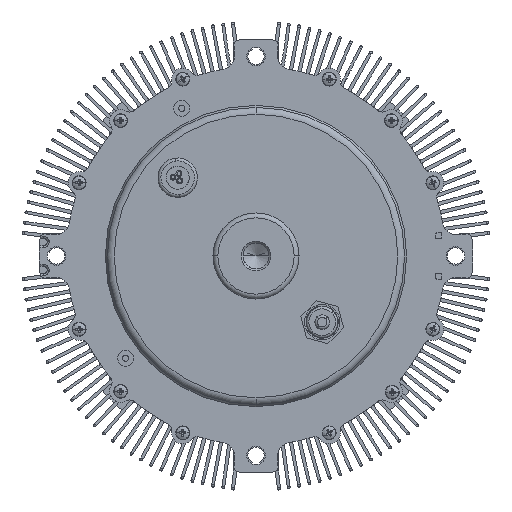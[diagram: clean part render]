
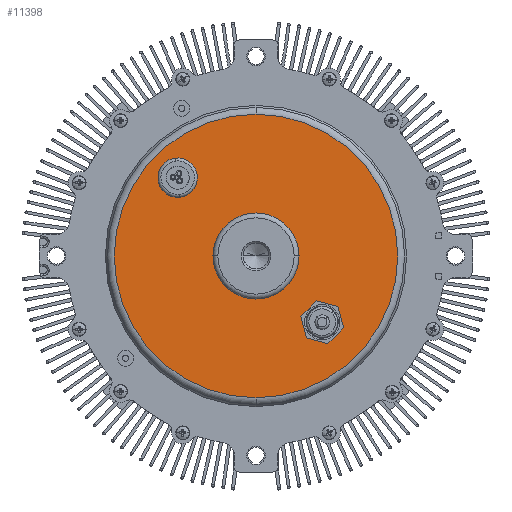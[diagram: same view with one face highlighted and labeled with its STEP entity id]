
A CAD part, front view. The second image highlights one B-rep face of the part: STEP entity #11398.
In plain terms, the highlighted face is planar.
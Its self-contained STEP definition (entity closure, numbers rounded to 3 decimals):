
#7595 = VERTEX_POINT ( 'NONE', #43910 ) ;
#8200 = VERTEX_POINT ( 'NONE', #44045 ) ;
#8278 = VERTEX_POINT ( 'NONE', #44123 ) ;
#8491 = VERTEX_POINT ( 'NONE', #44507 ) ;
#8495 = VERTEX_POINT ( 'NONE', #44515 ) ;
#8496 = VERTEX_POINT ( 'NONE', #44516 ) ;
#8506 = VERTEX_POINT ( 'NONE', #44536 ) ;
#8509 = VERTEX_POINT ( 'NONE', #44543 ) ;
#8542 = VERTEX_POINT ( 'NONE', #44608 ) ;
#8547 = VERTEX_POINT ( 'NONE', #44619 ) ;
#10055 = EDGE_LOOP ( 'NONE', ( #18873, #18877, #18876, #18879 ) ) ;
#10097 = EDGE_LOOP ( 'NONE', ( #18870, #18875 ) ) ;
#10112 = EDGE_LOOP ( 'NONE', ( #18872, #18874 ) ) ;
#10150 = EDGE_LOOP ( 'NONE', ( #18880, #18881 ) ) ;
#10987 = EDGE_CURVE ( 'NONE', #8496, #8491, #47816, .T. ) ;
#10991 = EDGE_CURVE ( 'NONE', #8547, #8495, #47818, .T. ) ;
#10995 = EDGE_CURVE ( 'NONE', #8542, #8506, #47820, .T. ) ;
#10998 = EDGE_CURVE ( 'NONE', #8506, #8509, #47822, .T. ) ;
#11398 = ADVANCED_FACE ( 'NONE', ( #79365, #79368, #79370, #79372 ), #50533, .T. ) ;
#12256 = EDGE_CURVE ( 'NONE', #7595, #8278, #48095, .T. ) ;
#18870 = ORIENTED_EDGE ( 'NONE', *, *, #19867, .F. ) ;
#18872 = ORIENTED_EDGE ( 'NONE', *, *, #19866, .F. ) ;
#18873 = ORIENTED_EDGE ( 'NONE', *, *, #19869, .F. ) ;
#18874 = ORIENTED_EDGE ( 'NONE', *, *, #10987, .F. ) ;
#18875 = ORIENTED_EDGE ( 'NONE', *, *, #10991, .F. ) ;
#18876 = ORIENTED_EDGE ( 'NONE', *, *, #10998, .F. ) ;
#18877 = ORIENTED_EDGE ( 'NONE', *, *, #19868, .F. ) ;
#18879 = ORIENTED_EDGE ( 'NONE', *, *, #10995, .F. ) ;
#18880 = ORIENTED_EDGE ( 'NONE', *, *, #12256, .T. ) ;
#18881 = ORIENTED_EDGE ( 'NONE', *, *, #19870, .T. ) ;
#19866 = EDGE_CURVE ( 'NONE', #8491, #8496, #48402, .T. ) ;
#19867 = EDGE_CURVE ( 'NONE', #8495, #8547, #48403, .T. ) ;
#19868 = EDGE_CURVE ( 'NONE', #8509, #8200, #55348, .T. ) ;
#19869 = EDGE_CURVE ( 'NONE', #8200, #8542, #48404, .T. ) ;
#19870 = EDGE_CURVE ( 'NONE', #8278, #7595, #48405, .T. ) ;
#30860 = AXIS2_PLACEMENT_3D ( 'NONE', #47362, #47363, #47364 ) ;
#30870 = AXIS2_PLACEMENT_3D ( 'NONE', #47315, #47316, #47318 ) ;
#30874 = AXIS2_PLACEMENT_3D ( 'NONE', #47335, #47337, #47338 ) ;
#30879 = AXIS2_PLACEMENT_3D ( 'NONE', #47353, #47354, #47355 ) ;
#43910 = CARTESIAN_POINT ( 'NONE',  ( 0., -57.575, -5. ) ) ;
#44045 = CARTESIAN_POINT ( 'NONE',  ( -7.163, 14.475, -5. ) ) ;
#44123 = CARTESIAN_POINT ( 'NONE',  ( 0., 57.575, -5. ) ) ;
#44507 = CARTESIAN_POINT ( 'NONE',  ( 22.97, 26.87, -5. ) ) ;
#44515 = CARTESIAN_POINT ( 'NONE',  ( -37.07, -31.82, -5. ) ) ;
#44516 = CARTESIAN_POINT ( 'NONE',  ( 30.77, 26.87, -5. ) ) ;
#44536 = CARTESIAN_POINT ( 'NONE',  ( -16.15, 0., -5. ) ) ;
#44543 = CARTESIAN_POINT ( 'NONE',  ( -14.475, 7.163, -5. ) ) ;
#44608 = CARTESIAN_POINT ( 'NONE',  ( 16.15, 0., -5. ) ) ;
#44619 = CARTESIAN_POINT ( 'NONE',  ( -26.57, -31.82, -5. ) ) ;
#45996 = AXIS2_PLACEMENT_3D ( 'NONE', #53433, #53434, #53435 ) ;
#47315 = CARTESIAN_POINT ( 'NONE',  ( 26.87, 26.87, -5. ) ) ;
#47316 = DIRECTION ( 'NONE',  ( 0., 0., -1. ) ) ;
#47318 = DIRECTION ( 'NONE',  ( -1., 0., 0. ) ) ;
#47335 = CARTESIAN_POINT ( 'NONE',  ( -31.82, -31.82, -5. ) ) ;
#47337 = DIRECTION ( 'NONE',  ( 0., 0., -1. ) ) ;
#47338 = DIRECTION ( 'NONE',  ( -1., 0., 0. ) ) ;
#47353 = CARTESIAN_POINT ( 'NONE',  ( 0., 0., -5. ) ) ;
#47354 = DIRECTION ( 'NONE',  ( 0., 0., -1. ) ) ;
#47355 = DIRECTION ( 'NONE',  ( -1., 0., 0. ) ) ;
#47362 = CARTESIAN_POINT ( 'NONE',  ( 0., 0., -5. ) ) ;
#47363 = DIRECTION ( 'NONE',  ( 0., 0., -1. ) ) ;
#47364 = DIRECTION ( 'NONE',  ( -1., 0., 0. ) ) ;
#47816 = CIRCLE ( 'NONE', #30870, 3.9 ) ;
#47818 = CIRCLE ( 'NONE', #30874, 5.25 ) ;
#47820 = CIRCLE ( 'NONE', #30879, 16.15 ) ;
#47822 = CIRCLE ( 'NONE', #30860, 16.15 ) ;
#48095 = CIRCLE ( 'NONE', #45996, 57.575 ) ;
#48402 = CIRCLE ( 'NONE', #60905, 3.9 ) ;
#48403 = CIRCLE ( 'NONE', #60910, 5.25 ) ;
#48404 = CIRCLE ( 'NONE', #60913, 16.15 ) ;
#48405 = CIRCLE ( 'NONE', #60919, 57.575 ) ;
#50533 = PLANE ( 'NONE',  #79367 ) ;
#50534 = CARTESIAN_POINT ( 'NONE',  ( 0., 0., -5. ) ) ;
#50535 = DIRECTION ( 'NONE',  ( 0., 0., -1. ) ) ;
#50536 = DIRECTION ( 'NONE',  ( 0., -1., 0. ) ) ;
#53433 = CARTESIAN_POINT ( 'NONE',  ( 0., 0., -5. ) ) ;
#53434 = DIRECTION ( 'NONE',  ( 0., 0., -1. ) ) ;
#53435 = DIRECTION ( 'NONE',  ( -1., 0., 0. ) ) ;
#55341 = CARTESIAN_POINT ( 'NONE',  ( 26.87, 26.87, -5. ) ) ;
#55342 = DIRECTION ( 'NONE',  ( 0., 0., -1. ) ) ;
#55343 = DIRECTION ( 'NONE',  ( -1., 0., 0. ) ) ;
#55344 = CARTESIAN_POINT ( 'NONE',  ( -31.82, -31.82, -5. ) ) ;
#55345 = DIRECTION ( 'NONE',  ( 0., 0., -1. ) ) ;
#55346 = DIRECTION ( 'NONE',  ( -1., 0., 0. ) ) ;
#55347 = CARTESIAN_POINT ( 'NONE',  ( 0., 0., -5. ) ) ;
#55348 = LINE ( 'NONE', #55349, #60918 ) ;
#55349 = CARTESIAN_POINT ( 'NONE',  ( -7.163, 14.475, -5. ) ) ;
#55350 = DIRECTION ( 'NONE',  ( 0.707, 0.707, 0. ) ) ;
#55351 = DIRECTION ( 'NONE',  ( 0., 0., -1. ) ) ;
#55352 = DIRECTION ( 'NONE',  ( -1., 0., 0. ) ) ;
#55353 = CARTESIAN_POINT ( 'NONE',  ( 0., 0., -5. ) ) ;
#55354 = DIRECTION ( 'NONE',  ( 0., 0., -1. ) ) ;
#55355 = DIRECTION ( 'NONE',  ( -1., 0., 0. ) ) ;
#60905 = AXIS2_PLACEMENT_3D ( 'NONE', #55341, #55342, #55343 ) ;
#60910 = AXIS2_PLACEMENT_3D ( 'NONE', #55344, #55345, #55346 ) ;
#60913 = AXIS2_PLACEMENT_3D ( 'NONE', #55347, #55351, #55352 ) ;
#60918 = VECTOR ( 'NONE', #55350, 1000. ) ;
#60919 = AXIS2_PLACEMENT_3D ( 'NONE', #55353, #55354, #55355 ) ;
#79365 = FACE_BOUND ( 'NONE', #10112, .T. ) ;
#79367 = AXIS2_PLACEMENT_3D ( 'NONE', #50534, #50535, #50536 ) ;
#79368 = FACE_BOUND ( 'NONE', #10097, .T. ) ;
#79370 = FACE_BOUND ( 'NONE', #10055, .T. ) ;
#79372 = FACE_OUTER_BOUND ( 'NONE', #10150, .T. ) ;
